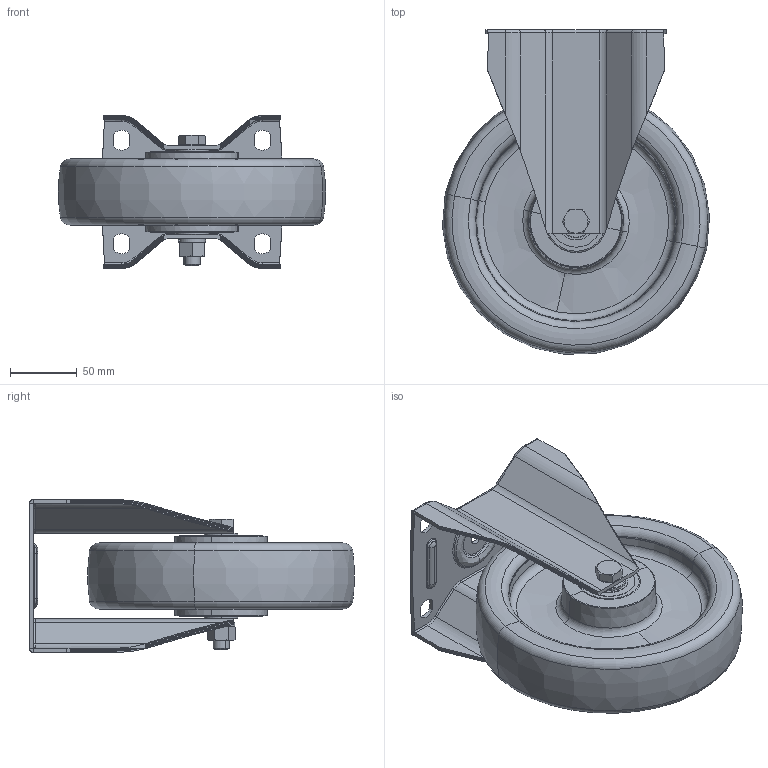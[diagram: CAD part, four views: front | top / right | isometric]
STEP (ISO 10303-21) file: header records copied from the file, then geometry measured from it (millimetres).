
FILE_DESCRIPTION (( 'STEP AP214' ), '1' );
FILE_NAME ('0029898_B-MV-EPUK-200-K_(A-01).step', '2019-10-08T08:26:58', ( '' ), ( '' ), 'SwSTEP 2.0', 'SolidWorks 2018', '' );
FILE_SCHEMA (( 'AUTOMOTIVE_DESIGN' ));
Length unit declared in the file: millimetre
Products named in the file (1): 0029898_B-MV-EPUK-200-K_(A-01)
Bounding box: 199.5 x 242.46 x 114 mm (x, y, z)
Volume: 1151758.2 mm3; surface area: 333254.8 mm2
Topology: 11 solids, 15 shells, 1234 faces, 3353 edges, 2152 vertices
Faces by surface type: plane 852, cylinder 153, torus 95, cone 79, bspline 55
Entity records: 53686 total; most frequent: CARTESIAN_POINT 9598, ORIENTED_EDGE 6706, DIRECTION 5989, EDGE_CURVE 3353, LINE 2275, VECTOR 2275, VERTEX_POINT 2152, AXIS2_PLACEMENT_3D 1857
